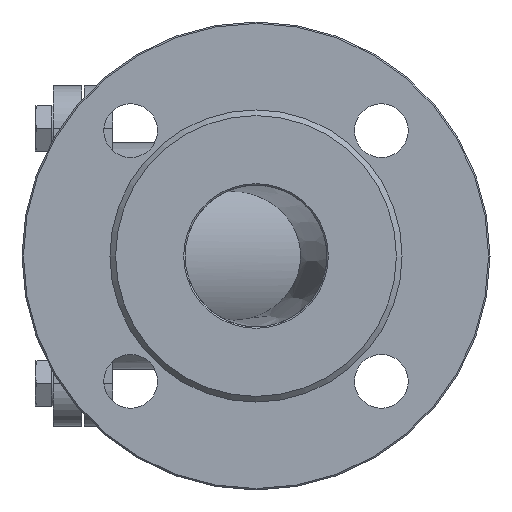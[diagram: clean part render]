
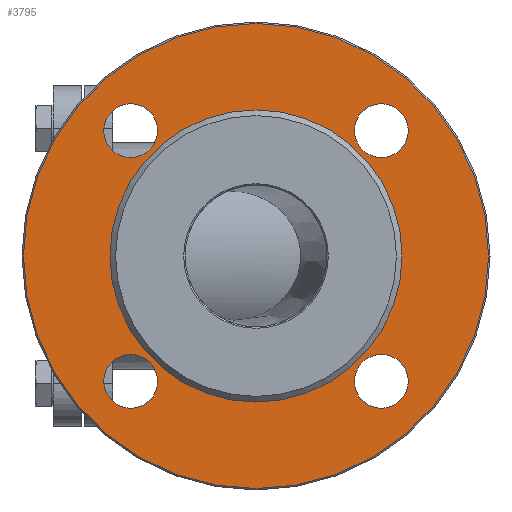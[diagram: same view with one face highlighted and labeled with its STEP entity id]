
A CAD part, left-side view. The second image highlights one B-rep face of the part: STEP entity #3795.
In plain terms, the highlighted planar face has unit normal (-1, 0, 0).
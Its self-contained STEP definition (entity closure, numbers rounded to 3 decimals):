
#350=FACE_BOUND('',#1280,.T.);
#351=FACE_BOUND('',#1281,.T.);
#352=FACE_BOUND('',#1282,.T.);
#353=FACE_BOUND('',#1283,.T.);
#354=FACE_BOUND('',#1284,.T.);
#835=PLANE('',#4173);
#1029=FACE_OUTER_BOUND('',#1279,.T.);
#1279=EDGE_LOOP('',(#3332));
#1280=EDGE_LOOP('',(#3333));
#1281=EDGE_LOOP('',(#3334));
#1282=EDGE_LOOP('',(#3335));
#1283=EDGE_LOOP('',(#3336));
#1284=EDGE_LOOP('',(#3337));
#1474=CIRCLE('',#4172,82.);
#1475=CIRCLE('',#4174,51.5);
#1476=CIRCLE('',#4175,9.5);
#1477=CIRCLE('',#4176,9.5);
#1478=CIRCLE('',#4177,9.5);
#1479=CIRCLE('',#4178,9.5);
#1813=VERTEX_POINT('',#11989);
#1814=VERTEX_POINT('',#11993);
#1815=VERTEX_POINT('',#11995);
#1816=VERTEX_POINT('',#11997);
#1817=VERTEX_POINT('',#11999);
#1818=VERTEX_POINT('',#12001);
#2324=EDGE_CURVE('',#1813,#1813,#1474,.T.);
#2325=EDGE_CURVE('',#1814,#1814,#1475,.T.);
#2326=EDGE_CURVE('',#1815,#1815,#1476,.T.);
#2327=EDGE_CURVE('',#1816,#1816,#1477,.T.);
#2328=EDGE_CURVE('',#1817,#1817,#1478,.T.);
#2329=EDGE_CURVE('',#1818,#1818,#1479,.T.);
#3332=ORIENTED_EDGE('',*,*,#2324,.F.);
#3333=ORIENTED_EDGE('',*,*,#2325,.F.);
#3334=ORIENTED_EDGE('',*,*,#2326,.F.);
#3335=ORIENTED_EDGE('',*,*,#2327,.F.);
#3336=ORIENTED_EDGE('',*,*,#2328,.F.);
#3337=ORIENTED_EDGE('',*,*,#2329,.F.);
#3795=ADVANCED_FACE('',(#1029,#350,#351,#352,#353,#354),#835,.F.);
#4172=AXIS2_PLACEMENT_3D('',#11991,#5013,#5014);
#4173=AXIS2_PLACEMENT_3D('',#11992,#5015,#5016);
#4174=AXIS2_PLACEMENT_3D('',#11994,#5017,#5018);
#4175=AXIS2_PLACEMENT_3D('',#11996,#5019,#5020);
#4176=AXIS2_PLACEMENT_3D('',#11998,#5021,#5022);
#4177=AXIS2_PLACEMENT_3D('',#12000,#5023,#5024);
#4178=AXIS2_PLACEMENT_3D('',#12002,#5025,#5026);
#5013=DIRECTION('center_axis',(1.,0.,0.));
#5014=DIRECTION('ref_axis',(0.,0.,1.));
#5015=DIRECTION('center_axis',(1.,0.,0.));
#5016=DIRECTION('ref_axis',(0.,0.,-1.));
#5017=DIRECTION('center_axis',(-1.,0.,0.));
#5018=DIRECTION('ref_axis',(0.,-1.,0.));
#5019=DIRECTION('center_axis',(-1.,0.,0.));
#5020=DIRECTION('ref_axis',(0.,0.,1.));
#5021=DIRECTION('center_axis',(-1.,0.,0.));
#5022=DIRECTION('ref_axis',(0.,0.,1.));
#5023=DIRECTION('center_axis',(-1.,0.,0.));
#5024=DIRECTION('ref_axis',(0.,0.,1.));
#5025=DIRECTION('center_axis',(-1.,0.,0.));
#5026=DIRECTION('ref_axis',(0.,0.,1.));
#11989=CARTESIAN_POINT('',(2.,0.,-82.));
#11991=CARTESIAN_POINT('Origin',(2.,0.,0.));
#11992=CARTESIAN_POINT('Origin',(2.,0.,0.));
#11993=CARTESIAN_POINT('',(2.,51.5,0.));
#11994=CARTESIAN_POINT('Origin',(2.,0.,0.));
#11995=CARTESIAN_POINT('',(2.,44.194,-53.694));
#11996=CARTESIAN_POINT('Origin',(2.,44.194,-44.194));
#11997=CARTESIAN_POINT('',(2.,-44.194,-53.694));
#11998=CARTESIAN_POINT('Origin',(2.,-44.194,-44.194));
#11999=CARTESIAN_POINT('',(2.,-44.194,34.694));
#12000=CARTESIAN_POINT('Origin',(2.,-44.194,44.194));
#12001=CARTESIAN_POINT('',(2.,44.194,34.694));
#12002=CARTESIAN_POINT('Origin',(2.,44.194,44.194));
